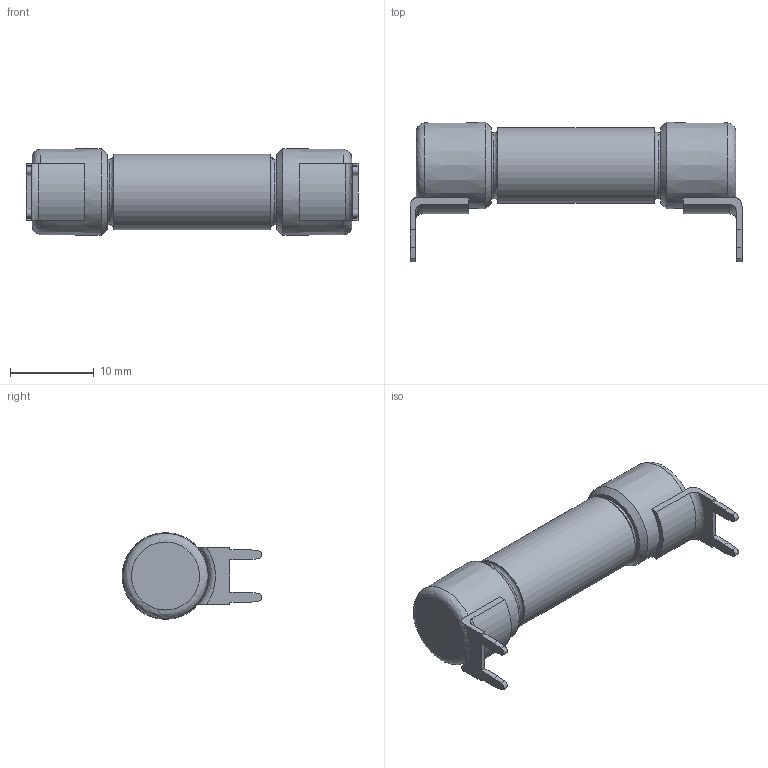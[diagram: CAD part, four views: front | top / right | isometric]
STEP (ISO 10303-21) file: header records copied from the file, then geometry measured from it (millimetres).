
FILE_DESCRIPTION (( 'STEP AP214' ), '1' );
FILE_NAME ('700037revC.STEP', '2014-04-25T17:42:55', ( '' ), ( '' ), 'SwSTEP 2.0', 'SolidWorks 2013', '' );
FILE_SCHEMA (( 'AUTOMOTIVE_DESIGN' ));
Length unit declared in the file: inch
Products named in the file (1): 700037revC
Bounding box: 39.54 x 16.63 x 10.32 mm (x, y, z)
Volume: 2847.7 mm3; surface area: 1899.6 mm2
Topology: 5 solids, 5 shells, 65 faces, 153 edges, 102 vertices
Faces by surface type: plane 42, cylinder 11, bspline 8, cone 4
Full cylindrical faces by diameter (mm): 7.823 x2, 9.042 x1
Entity records: 2659 total; most frequent: CARTESIAN_POINT 972, ORIENTED_EDGE 276, DIRECTION 260, EDGE_CURVE 138, VERTEX_POINT 98, LINE 92, VECTOR 92, AXIS2_PLACEMENT_3D 84
